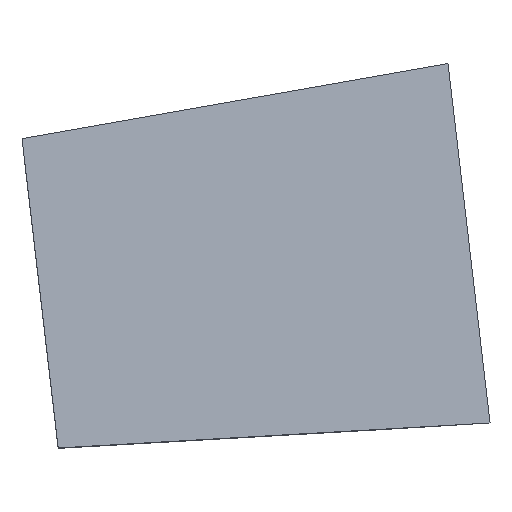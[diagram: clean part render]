
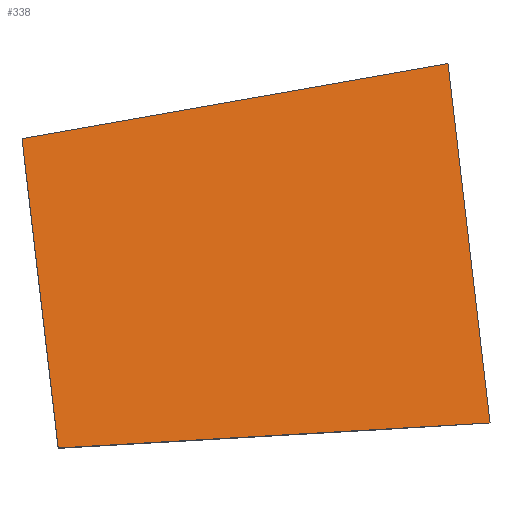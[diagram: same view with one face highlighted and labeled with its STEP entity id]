
A CAD part, top view. The second image highlights one B-rep face of the part: STEP entity #338.
In plain terms, the highlighted planar face has unit normal (0.229, 0.027, 0.973).
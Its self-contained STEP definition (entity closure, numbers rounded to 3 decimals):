
#44 = PLANE('',#45);
#45 = AXIS2_PLACEMENT_3D('',#46,#47,#48);
#46 = CARTESIAN_POINT('',(5582.288,652.476,
    -2819.375));
#47 = DIRECTION('',(0.888,0.104,-0.448));
#48 = DIRECTION('',(-0.451,0.,-0.893)
  );
#72 = PLANE('',#73);
#73 = AXIS2_PLACEMENT_3D('',#74,#75,#76);
#74 = CARTESIAN_POINT('',(-0.069,1.191,0.));
#75 = DIRECTION('',(0.058,-0.998,0.));
#76 = DIRECTION('',(0.,0.,-1.));
#100 = PLANE('',#101);
#101 = AXIS2_PLACEMENT_3D('',#102,#103,#104);
#102 = CARTESIAN_POINT('',(8477.034,990.823,0.));
#103 = DIRECTION('',(0.993,0.116,0.));
#104 = DIRECTION('',(0.,0.,-1.));
#126 = PLANE('',#127);
#127 = AXIS2_PLACEMENT_3D('',#128,#129,#130);
#128 = CARTESIAN_POINT('',(1.736,-9.848,0.));
#129 = DIRECTION('',(0.174,-0.985,0.));
#130 = DIRECTION('',(0.,0.,-1.));
#143 = VERTEX_POINT('',#144);
#144 = CARTESIAN_POINT('',(9897.223,577.643,
    5706.766));
#165 = EDGE_CURVE('',#166,#143,#168,.T.);
#166 = VERTEX_POINT('',#167);
#167 = CARTESIAN_POINT('',(8534.604,498.279,
    6029.381));
#168 = SURFACE_CURVE('',#169,(#173,#180),.PCURVE_S1.);
#169 = LINE('',#170,#171);
#170 = CARTESIAN_POINT('',(1798.925,105.971,
    7624.128));
#171 = VECTOR('',#172,1.);
#172 = DIRECTION('',(0.972,0.057,-0.23));
#173 = PCURVE('',#72,#174);
#174 = DEFINITIONAL_REPRESENTATION('',(#175),#179);
#175 = LINE('',#176,#177);
#176 = CARTESIAN_POINT('',(-7624.128,1802.043));
#177 = VECTOR('',#178,1.);
#178 = DIRECTION('',(0.23,0.973));
#179 = ( GEOMETRIC_REPRESENTATION_CONTEXT(2) 
PARAMETRIC_REPRESENTATION_CONTEXT() REPRESENTATION_CONTEXT('2D SPACE',''
  ) );
#180 = PCURVE('',#181,#186);
#181 = PLANE('',#182);
#182 = AXIS2_PLACEMENT_3D('',#183,#184,#185);
#183 = CARTESIAN_POINT('',(1792.573,209.521,
    7622.775));
#184 = DIRECTION('',(0.229,0.027,0.973));
#185 = DIRECTION('',(0.973,0.,-0.229)
  );
#186 = DEFINITIONAL_REPRESENTATION('',(#187),#191);
#187 = LINE('',#188,#189);
#188 = CARTESIAN_POINT('',(5.873,-103.588));
#189 = VECTOR('',#190,1.);
#190 = DIRECTION('',(0.998,0.057));
#191 = ( GEOMETRIC_REPRESENTATION_CONTEXT(2) 
PARAMETRIC_REPRESENTATION_CONTEXT() REPRESENTATION_CONTEXT('2D SPACE',''
  ) );
#219 = VERTEX_POINT('',#220);
#220 = CARTESIAN_POINT('',(9764.68,1711.622,
    5706.766));
#241 = EDGE_CURVE('',#143,#219,#242,.T.);
#242 = SURFACE_CURVE('',#243,(#247,#254),.PCURVE_S1.);
#243 = LINE('',#244,#245);
#244 = CARTESIAN_POINT('',(9830.44,1149.013,
    5706.766));
#245 = VECTOR('',#246,1.);
#246 = DIRECTION('',(-0.116,0.993,0.)
  );
#247 = PCURVE('',#44,#248);
#248 = DEFINITIONAL_REPRESENTATION('',(#249),#253);
#249 = LINE('',#250,#251);
#250 = CARTESIAN_POINT('',(-9525.712,499.232));
#251 = VECTOR('',#252,1.);
#252 = DIRECTION('',(0.052,0.999));
#253 = ( GEOMETRIC_REPRESENTATION_CONTEXT(2) 
PARAMETRIC_REPRESENTATION_CONTEXT() REPRESENTATION_CONTEXT('2D SPACE',''
  ) );
#254 = PCURVE('',#181,#255);
#255 = DEFINITIONAL_REPRESENTATION('',(#256),#260);
#256 = LINE('',#257,#258);
#257 = CARTESIAN_POINT('',(8263.036,939.828));
#258 = VECTOR('',#259,1.);
#259 = DIRECTION('',(-0.113,0.994));
#260 = ( GEOMETRIC_REPRESENTATION_CONTEXT(2) 
PARAMETRIC_REPRESENTATION_CONTEXT() REPRESENTATION_CONTEXT('2D SPACE',''
  ) );
#268 = EDGE_CURVE('',#166,#269,#271,.T.);
#269 = VERTEX_POINT('',#270);
#270 = CARTESIAN_POINT('',(8420.488,1474.605,
    6029.381));
#271 = SURFACE_CURVE('',#272,(#276,#283),.PCURVE_S1.);
#272 = LINE('',#273,#274);
#273 = CARTESIAN_POINT('',(8477.034,990.823,
    6029.381));
#274 = VECTOR('',#275,1.);
#275 = DIRECTION('',(-0.116,0.993,0.));
#276 = PCURVE('',#100,#277);
#277 = DEFINITIONAL_REPRESENTATION('',(#278),#282);
#278 = LINE('',#279,#280);
#279 = CARTESIAN_POINT('',(-6029.381,0.));
#280 = VECTOR('',#281,1.);
#281 = DIRECTION('',(0.,1.));
#282 = ( GEOMETRIC_REPRESENTATION_CONTEXT(2) 
PARAMETRIC_REPRESENTATION_CONTEXT() REPRESENTATION_CONTEXT('2D SPACE',''
  ) );
#283 = PCURVE('',#181,#284);
#284 = DEFINITIONAL_REPRESENTATION('',(#285),#289);
#285 = LINE('',#286,#287);
#286 = CARTESIAN_POINT('',(6871.716,781.581));
#287 = VECTOR('',#288,1.);
#288 = DIRECTION('',(-0.113,0.994));
#289 = ( GEOMETRIC_REPRESENTATION_CONTEXT(2) 
PARAMETRIC_REPRESENTATION_CONTEXT() REPRESENTATION_CONTEXT('2D SPACE',''
  ) );
#317 = EDGE_CURVE('',#269,#219,#318,.T.);
#318 = SURFACE_CURVE('',#319,(#323,#330),.PCURVE_S1.);
#319 = LINE('',#320,#321);
#320 = CARTESIAN_POINT('',(1776.375,303.069,
    7624.013));
#321 = VECTOR('',#322,1.);
#322 = DIRECTION('',(0.958,0.169,-0.23));
#323 = PCURVE('',#126,#324);
#324 = DEFINITIONAL_REPRESENTATION('',(#325),#329);
#325 = LINE('',#326,#327);
#326 = CARTESIAN_POINT('',(-7624.013,1802.016));
#327 = VECTOR('',#328,1.);
#328 = DIRECTION('',(0.23,0.973));
#329 = ( GEOMETRIC_REPRESENTATION_CONTEXT(2) 
PARAMETRIC_REPRESENTATION_CONTEXT() REPRESENTATION_CONTEXT('2D SPACE',''
  ) );
#330 = PCURVE('',#181,#331);
#331 = DEFINITIONAL_REPRESENTATION('',(#332),#336);
#332 = LINE('',#333,#334);
#333 = CARTESIAN_POINT('',(-16.051,93.581));
#334 = VECTOR('',#335,1.);
#335 = DIRECTION('',(0.986,0.169));
#336 = ( GEOMETRIC_REPRESENTATION_CONTEXT(2) 
PARAMETRIC_REPRESENTATION_CONTEXT() REPRESENTATION_CONTEXT('2D SPACE',''
  ) );
#338 = ADVANCED_FACE('',(#339),#181,.T.);
#339 = FACE_BOUND('',#340,.T.);
#340 = EDGE_LOOP('',(#341,#342,#343,#344));
#341 = ORIENTED_EDGE('',*,*,#268,.F.);
#342 = ORIENTED_EDGE('',*,*,#165,.T.);
#343 = ORIENTED_EDGE('',*,*,#241,.T.);
#344 = ORIENTED_EDGE('',*,*,#317,.F.);
